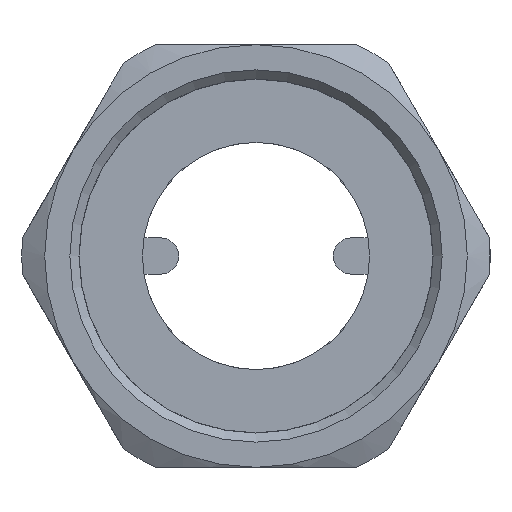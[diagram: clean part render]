
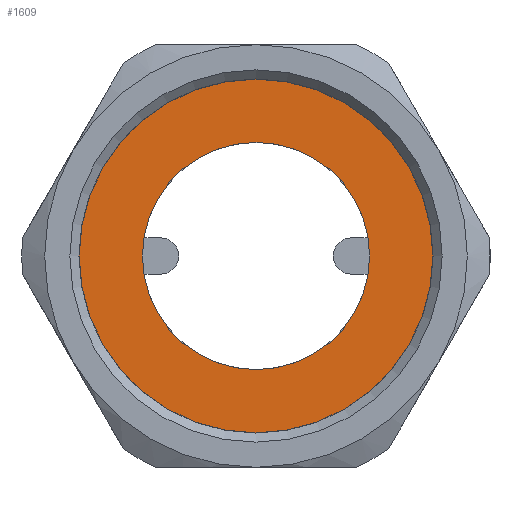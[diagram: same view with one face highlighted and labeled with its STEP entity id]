
A CAD part, left-side view. The second image highlights one B-rep face of the part: STEP entity #1609.
In plain terms, the highlighted face is planar.
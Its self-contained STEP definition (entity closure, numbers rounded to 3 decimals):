
#298=PLANE('',#2331);
#582=ORIENTED_EDGE('',*,*,#866,.T.);
#583=ORIENTED_EDGE('',*,*,#867,.T.);
#866=EDGE_CURVE('',#1036,#1036,#1152,.T.);
#867=EDGE_CURVE('',#1037,#1037,#1153,.T.);
#1036=VERTEX_POINT('',#4210);
#1037=VERTEX_POINT('',#4213);
#1152=CIRCLE('',#2330,19.45);
#1153=CIRCLE('',#2332,12.5);
#1290=EDGE_LOOP('',(#582));
#1291=EDGE_LOOP('',(#583));
#1446=FACE_BOUND('',#1290,.T.);
#1447=FACE_BOUND('',#1291,.T.);
#1609=ADVANCED_FACE('',(#1446,#1447),#298,.F.);
#2330=AXIS2_PLACEMENT_3D('',#4209,#2756,#2757);
#2331=AXIS2_PLACEMENT_3D('',#4211,#2758,#2759);
#2332=AXIS2_PLACEMENT_3D('',#4212,#2760,#2761);
#2756=DIRECTION('',(1.,0.,0.));
#2757=DIRECTION('',(0.,1.,0.));
#2758=DIRECTION('',(-1.,0.,0.));
#2759=DIRECTION('',(0.,1.,0.));
#2760=DIRECTION('',(-1.,0.,0.));
#2761=DIRECTION('',(0.,-1.,0.));
#4209=CARTESIAN_POINT('',(43.687,138.,0.));
#4210=CARTESIAN_POINT('',(43.687,157.45,0.));
#4211=CARTESIAN_POINT('',(43.687,152.95,0.));
#4212=CARTESIAN_POINT('',(43.687,138.,0.));
#4213=CARTESIAN_POINT('',(43.687,125.5,0.));
